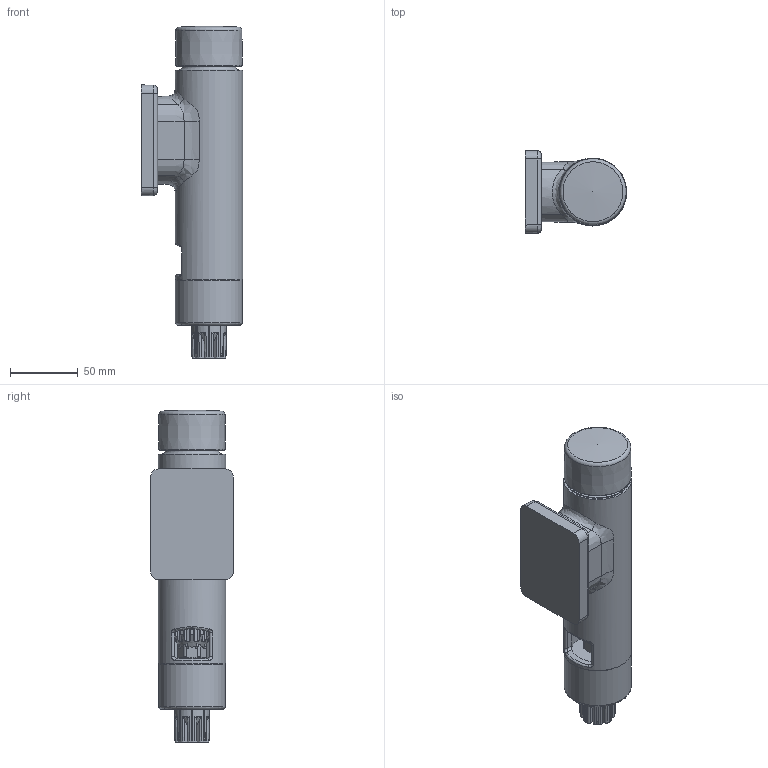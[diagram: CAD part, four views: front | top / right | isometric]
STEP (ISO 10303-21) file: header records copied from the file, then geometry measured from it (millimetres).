
FILE_DESCRIPTION(/* description */ ('Unknown'),/* implementation_level */ '2;1');
FILE_NAME(/* name */ '37347000_d',/* time_stamp */ '2022-09-10T05:14:50+02:00',/* author */ ('Unknown'),/* organization */ ('GROHE AG'),/* preprocessor_version */ 'ST-DEVELOPER v16.7',/* originating_system */ 'DEX',/* authorisation */ $);
FILE_SCHEMA (('AUTOMOTIVE_DESIGN {1 0 10303 214 3 1 1}'));
Length unit declared in the file: millimetre
Products named in the file (2): 37347000_d; id11
Assembly tree (1 placements, depth 2):
  37347000_d
    id11
Bounding box: 75 x 61 x 245.6 mm (x, y, z)
Surface area: 80676.1 mm2 (no closed solid volume)
Topology: 0 solids, 15 shells, 469 faces, 1750 edges, 1279 vertices
Faces by surface type: cone 148, plane 128, cylinder 74, bspline 64, torus 54, sphere 1
Full cylindrical faces by diameter (mm): 28.2 x3, 29 x1, 32.6 x1, 39 x1, 42 x1, 46.8 x1, 47.2 x1, 49.5 x1, 50 x1
Entity records: 21053 total; most frequent: CARTESIAN_POINT 7944, ORIENTED_EDGE 2710, DIRECTION 2337, EDGE_CURVE 1690, VERTEX_POINT 1257, AXIS2_PLACEMENT_3D 1015, B_SPLINE_CURVE_WITH_KNOTS 775, CIRCLE 534
